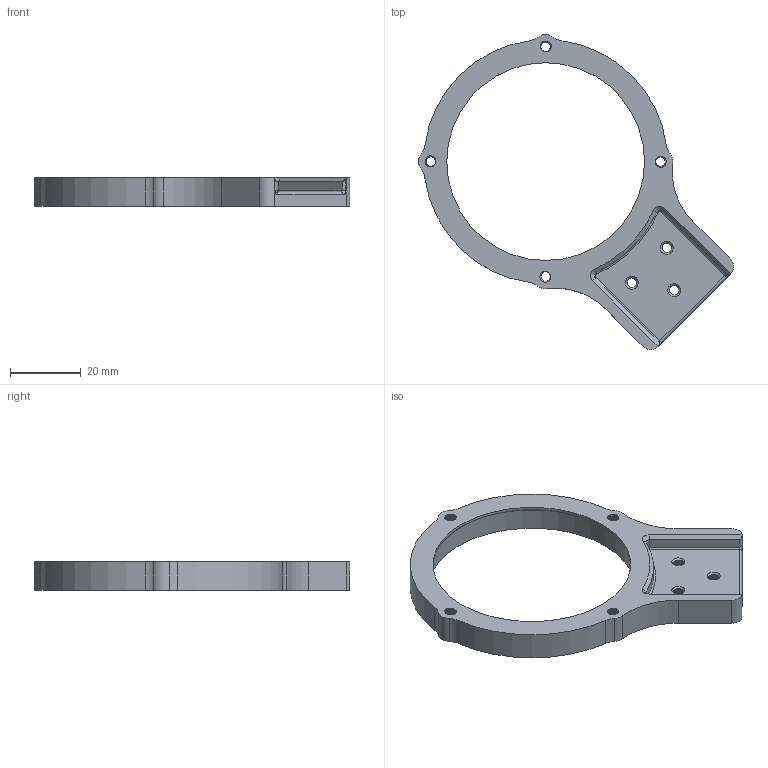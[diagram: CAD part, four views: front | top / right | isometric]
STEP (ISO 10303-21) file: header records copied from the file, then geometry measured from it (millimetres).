
FILE_DESCRIPTION(/* description */ (''),/* implementation_level */ '2;1');
FILE_NAME(/* name */ 'Bottom Ring.step',/* time_stamp */ '2025-06-19T23:50:06+02:00',/* author */ (''),/* organization */ (''),/* preprocessor_version */ 'ST-DEVELOPER v20.1',/* originating_system */ 'Autodesk Translation Framework v14.4.0.0',/* authorisation */ '');
FILE_SCHEMA (('AUTOMOTIVE_DESIGN { 1 0 10303 214 3 1 1 }'));
Length unit declared in the file: millimetre
Products named in the file (1): Leg Joint Gear v2
Bounding box: 89.19 x 89.19 x 8 mm (x, y, z)
Volume: 13396.1 mm3; surface area: 8842.6 mm2
Topology: 1 solids, 1 shells, 261 faces, 733 edges, 478 vertices
Faces by surface type: cylinder 166, plane 65, bspline 16, cone 10, torus 4
Full cylindrical faces by diameter (mm): 2.729 x45, 3.286 x46, 5.7 x7, 56 x1, 58.25 x1
Entity records: 20143 total; most frequent: CARTESIAN_POINT 13877, ORIENTED_EDGE 1466, DIRECTION 1063, EDGE_CURVE 733, VERTEX_POINT 478, AXIS2_PLACEMENT_3D 392, B_SPLINE_CURVE_WITH_KNOTS 308, EDGE_LOOP 281
